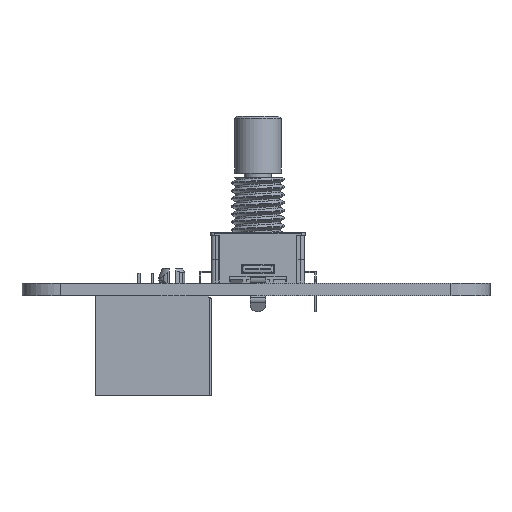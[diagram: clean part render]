
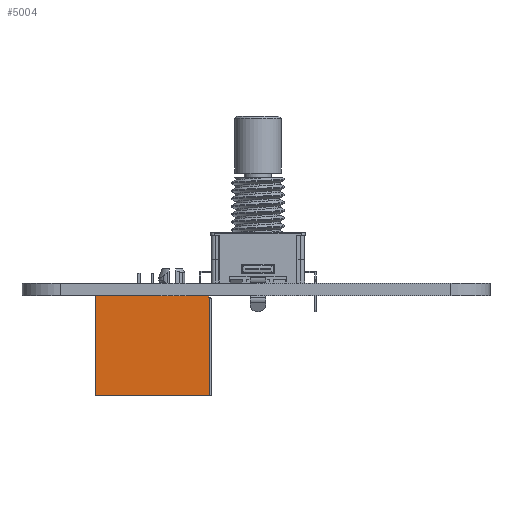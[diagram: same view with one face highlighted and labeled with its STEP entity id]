
A CAD part, left-side view. The second image highlights one B-rep face of the part: STEP entity #5004.
In plain terms, the highlighted face is planar.
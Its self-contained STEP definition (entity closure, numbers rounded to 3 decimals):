
#4420 = VERTEX_POINT('',#4421);
#4421 = CARTESIAN_POINT('',(7.811,10.057,-8.916));
#4438 = VERTEX_POINT('',#4439);
#4439 = CARTESIAN_POINT('',(7.811,10.057,5.816));
#4445 = EDGE_CURVE('',#4438,#4420,#4446,.T.);
#4446 = LINE('',#4447,#4448);
#4447 = CARTESIAN_POINT('',(7.811,10.057,-1.55));
#4448 = VECTOR('',#4449,1.);
#4449 = DIRECTION('',(0.,0.,-1.));
#4986 = EDGE_CURVE('',#4420,#4987,#4989,.T.);
#4987 = VERTEX_POINT('',#4988);
#4988 = CARTESIAN_POINT('',(7.811,-2.77,-8.916));
#4989 = LINE('',#4990,#4991);
#4990 = CARTESIAN_POINT('',(7.811,3.643,-8.916));
#4991 = VECTOR('',#4992,1.);
#4992 = DIRECTION('',(0.,-1.,0.));
#5004 = ADVANCED_FACE('',(#5005),#5119,.T.);
#5005 = FACE_BOUND('',#5006,.T.);
#5006 = EDGE_LOOP('',(#5007,#5017,#5025,#5033,#5041,#5049,#5057,#5065,
    #5073,#5079,#5080,#5081,#5089,#5097,#5105,#5113));
#5007 = ORIENTED_EDGE('',*,*,#5008,.T.);
#5008 = EDGE_CURVE('',#5009,#5011,#5013,.T.);
#5009 = VERTEX_POINT('',#5010);
#5010 = CARTESIAN_POINT('',(7.811,-2.77,2.07));
#5011 = VERTEX_POINT('',#5012);
#5012 = CARTESIAN_POINT('',(7.811,-2.77,2.041));
#5013 = LINE('',#5014,#5015);
#5014 = CARTESIAN_POINT('',(7.811,-2.77,-1.55));
#5015 = VECTOR('',#5016,1.);
#5016 = DIRECTION('',(0.,0.,-1.));
#5017 = ORIENTED_EDGE('',*,*,#5018,.T.);
#5018 = EDGE_CURVE('',#5011,#5019,#5021,.T.);
#5019 = VERTEX_POINT('',#5020);
#5020 = CARTESIAN_POINT('',(7.811,-2.77,
    1.451));
#5021 = LINE('',#5022,#5023);
#5022 = CARTESIAN_POINT('',(7.811,-2.77,-1.55));
#5023 = VECTOR('',#5024,1.);
#5024 = DIRECTION('',(0.,0.,-1.));
#5025 = ORIENTED_EDGE('',*,*,#5026,.T.);
#5026 = EDGE_CURVE('',#5019,#5027,#5029,.T.);
#5027 = VERTEX_POINT('',#5028);
#5028 = CARTESIAN_POINT('',(7.811,-2.77,1.016)
  );
#5029 = LINE('',#5030,#5031);
#5030 = CARTESIAN_POINT('',(7.811,-2.77,-1.55));
#5031 = VECTOR('',#5032,1.);
#5032 = DIRECTION('',(0.,0.,-1.));
#5033 = ORIENTED_EDGE('',*,*,#5034,.T.);
#5034 = EDGE_CURVE('',#5027,#5035,#5037,.T.);
#5035 = VERTEX_POINT('',#5036);
#5036 = CARTESIAN_POINT('',(7.811,-2.77,0.965)
  );
#5037 = LINE('',#5038,#5039);
#5038 = CARTESIAN_POINT('',(7.811,-2.77,5.816));
#5039 = VECTOR('',#5040,1.);
#5040 = DIRECTION('',(0.,0.,-1.));
#5041 = ORIENTED_EDGE('',*,*,#5042,.T.);
#5042 = EDGE_CURVE('',#5035,#5043,#5045,.T.);
#5043 = VERTEX_POINT('',#5044);
#5044 = CARTESIAN_POINT('',(7.811,-2.77,0.373));
#5045 = LINE('',#5046,#5047);
#5046 = CARTESIAN_POINT('',(7.811,-2.77,-1.55));
#5047 = VECTOR('',#5048,1.);
#5048 = DIRECTION('',(0.,0.,-1.));
#5049 = ORIENTED_EDGE('',*,*,#5050,.T.);
#5050 = EDGE_CURVE('',#5043,#5051,#5053,.T.);
#5051 = VERTEX_POINT('',#5052);
#5052 = CARTESIAN_POINT('',(7.811,-2.77,0.025
    ));
#5053 = LINE('',#5054,#5055);
#5054 = CARTESIAN_POINT('',(7.811,-2.77,-1.55));
#5055 = VECTOR('',#5056,1.);
#5056 = DIRECTION('',(0.,0.,-1.));
#5057 = ORIENTED_EDGE('',*,*,#5058,.T.);
#5058 = EDGE_CURVE('',#5051,#5059,#5061,.T.);
#5059 = VERTEX_POINT('',#5060);
#5060 = CARTESIAN_POINT('',(7.811,-2.77,-0.193));
#5061 = LINE('',#5062,#5063);
#5062 = CARTESIAN_POINT('',(7.811,-2.77,-1.55));
#5063 = VECTOR('',#5064,1.);
#5064 = DIRECTION('',(0.,0.,-1.));
#5065 = ORIENTED_EDGE('',*,*,#5066,.T.);
#5066 = EDGE_CURVE('',#5059,#5067,#5069,.T.);
#5067 = VERTEX_POINT('',#5068);
#5068 = CARTESIAN_POINT('',(7.811,-2.77,-0.28)
  );
#5069 = LINE('',#5070,#5071);
#5070 = CARTESIAN_POINT('',(7.811,-2.77,-1.55));
#5071 = VECTOR('',#5072,1.);
#5072 = DIRECTION('',(0.,0.,-1.));
#5073 = ORIENTED_EDGE('',*,*,#5074,.T.);
#5074 = EDGE_CURVE('',#5067,#4987,#5075,.T.);
#5075 = LINE('',#5076,#5077);
#5076 = CARTESIAN_POINT('',(7.811,-2.77,5.816));
#5077 = VECTOR('',#5078,1.);
#5078 = DIRECTION('',(0.,0.,-1.));
#5079 = ORIENTED_EDGE('',*,*,#4986,.F.);
#5080 = ORIENTED_EDGE('',*,*,#4445,.F.);
#5081 = ORIENTED_EDGE('',*,*,#5082,.T.);
#5082 = EDGE_CURVE('',#4438,#5083,#5085,.T.);
#5083 = VERTEX_POINT('',#5084);
#5084 = CARTESIAN_POINT('',(7.811,-2.516,5.816));
#5085 = LINE('',#5086,#5087);
#5086 = CARTESIAN_POINT('',(7.811,3.643,5.816));
#5087 = VECTOR('',#5088,1.);
#5088 = DIRECTION('',(0.,-1.,0.));
#5089 = ORIENTED_EDGE('',*,*,#5090,.T.);
#5090 = EDGE_CURVE('',#5083,#5091,#5093,.T.);
#5091 = VERTEX_POINT('',#5092);
#5092 = CARTESIAN_POINT('',(7.811,-2.516,5.638));
#5093 = LINE('',#5094,#5095);
#5094 = CARTESIAN_POINT('',(7.811,-2.516,4.8));
#5095 = VECTOR('',#5096,1.);
#5096 = DIRECTION('',(0.,0.,-1.));
#5097 = ORIENTED_EDGE('',*,*,#5098,.F.);
#5098 = EDGE_CURVE('',#5099,#5091,#5101,.T.);
#5099 = VERTEX_POINT('',#5100);
#5100 = CARTESIAN_POINT('',(7.811,-2.77,5.638));
#5101 = LINE('',#5102,#5103);
#5102 = CARTESIAN_POINT('',(7.811,-2.643,5.638));
#5103 = VECTOR('',#5104,1.);
#5104 = DIRECTION('',(0.,1.,0.));
#5105 = ORIENTED_EDGE('',*,*,#5106,.T.);
#5106 = EDGE_CURVE('',#5099,#5107,#5109,.T.);
#5107 = VERTEX_POINT('',#5108);
#5108 = CARTESIAN_POINT('',(7.811,-2.77,2.204)
  );
#5109 = LINE('',#5110,#5111);
#5110 = CARTESIAN_POINT('',(7.811,-2.77,5.816));
#5111 = VECTOR('',#5112,1.);
#5112 = DIRECTION('',(0.,0.,-1.));
#5113 = ORIENTED_EDGE('',*,*,#5114,.T.);
#5114 = EDGE_CURVE('',#5107,#5009,#5115,.T.);
#5115 = LINE('',#5116,#5117);
#5116 = CARTESIAN_POINT('',(7.811,-2.77,-1.55));
#5117 = VECTOR('',#5118,1.);
#5118 = DIRECTION('',(0.,0.,-1.));
#5119 = PLANE('',#5120);
#5120 = AXIS2_PLACEMENT_3D('',#5121,#5122,#5123);
#5121 = CARTESIAN_POINT('',(7.811,-2.77,5.816));
#5122 = DIRECTION('',(1.,0.,0.));
#5123 = DIRECTION('',(0.,0.,-1.));
